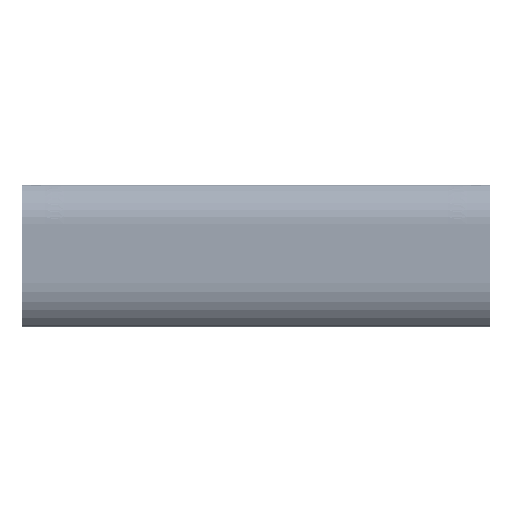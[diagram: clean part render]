
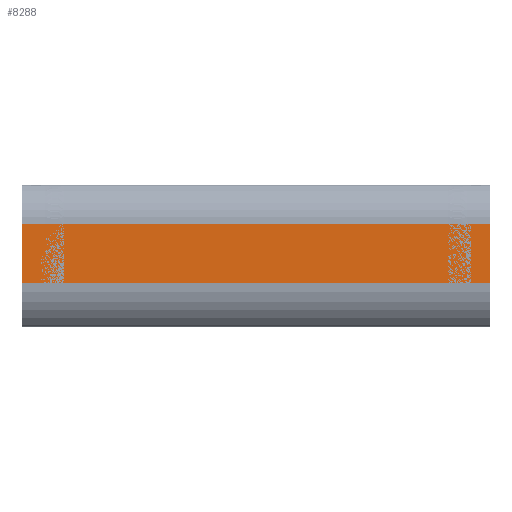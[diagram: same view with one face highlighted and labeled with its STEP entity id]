
A CAD part, left-side view. The second image highlights one B-rep face of the part: STEP entity #8288.
In plain terms, the highlighted face is planar.
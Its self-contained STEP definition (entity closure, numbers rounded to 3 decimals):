
#406=PLANE('',#8887);
#556=B_SPLINE_CURVE_WITH_KNOTS('',5,(#13631,#13632,#13633,#13634,#13635,
#13636),.UNSPECIFIED.,.F.,.F.,(6,6),(0.,1.),.UNSPECIFIED.);
#996=FACE_OUTER_BOUND('',#1478,.T.);
#1478=EDGE_LOOP('',(#6235,#6236,#6237,#6238,#6239,#6240,#6241,#6242));
#1881=LINE('',#25115,#2384);
#1901=LINE('',#37129,#2404);
#1912=LINE('',#37155,#2415);
#1920=LINE('',#37183,#2423);
#1928=LINE('',#37212,#2431);
#1929=LINE('',#37215,#2432);
#1930=LINE('',#37216,#2433);
#2384=VECTOR('',#9855,10.);
#2404=VECTOR('',#9961,10.);
#2415=VECTOR('',#10000,10.);
#2423=VECTOR('',#10034,10.);
#2431=VECTOR('',#10068,10.);
#2432=VECTOR('',#10071,10.);
#2433=VECTOR('',#10072,10.);
#3395=VERTEX_POINT('',#13627);
#3397=VERTEX_POINT('',#13630);
#3436=VERTEX_POINT('',#25103);
#3439=VERTEX_POINT('',#25113);
#3477=VERTEX_POINT('',#37154);
#3484=VERTEX_POINT('',#37182);
#3492=VERTEX_POINT('',#37210);
#3493=VERTEX_POINT('',#37214);
#4315=EDGE_CURVE('',#3395,#3397,#556,.T.);
#4389=EDGE_CURVE('',#3436,#3439,#1881,.T.);
#4468=EDGE_CURVE('',#3439,#3397,#1901,.T.);
#4479=EDGE_CURVE('',#3436,#3477,#1912,.T.);
#4493=EDGE_CURVE('',#3477,#3484,#1920,.T.);
#4508=EDGE_CURVE('',#3395,#3492,#1928,.T.);
#4509=EDGE_CURVE('',#3493,#3492,#1929,.T.);
#4510=EDGE_CURVE('',#3484,#3493,#1930,.T.);
#6235=ORIENTED_EDGE('',*,*,#4508,.T.);
#6236=ORIENTED_EDGE('',*,*,#4509,.F.);
#6237=ORIENTED_EDGE('',*,*,#4510,.F.);
#6238=ORIENTED_EDGE('',*,*,#4493,.F.);
#6239=ORIENTED_EDGE('',*,*,#4479,.F.);
#6240=ORIENTED_EDGE('',*,*,#4389,.T.);
#6241=ORIENTED_EDGE('',*,*,#4468,.T.);
#6242=ORIENTED_EDGE('',*,*,#4315,.F.);
#8288=ADVANCED_FACE('',(#996),#406,.T.);
#8887=AXIS2_PLACEMENT_3D('',#37213,#10069,#10070);
#9855=DIRECTION('',(0.,1.,0.));
#9961=DIRECTION('',(0.,1.,0.));
#10000=DIRECTION('',(0.,-1.,0.));
#10034=DIRECTION('',(1.,0.,0.));
#10068=DIRECTION('',(0.,1.,0.));
#10069=DIRECTION('center_axis',(0.,0.,
-1.));
#10070=DIRECTION('ref_axis',(-1.,0.,0.));
#10071=DIRECTION('',(-1.,0.,0.));
#10072=DIRECTION('',(0.,1.,0.));
#13627=CARTESIAN_POINT('',(-337.47,-10.,0.));
#13630=CARTESIAN_POINT('',(-337.47,-18.,0.));
#13631=CARTESIAN_POINT('Ctrl Pts',(-337.47,-10.,0.));
#13632=CARTESIAN_POINT('Ctrl Pts',(-337.47,-11.6,0.));
#13633=CARTESIAN_POINT('Ctrl Pts',(-337.47,-13.2,0.));
#13634=CARTESIAN_POINT('Ctrl Pts',(-337.47,-14.8,0.));
#13635=CARTESIAN_POINT('Ctrl Pts',(-337.47,-16.4,0.));
#13636=CARTESIAN_POINT('Ctrl Pts',(-337.47,-18.,0.));
#25103=CARTESIAN_POINT('',(-337.47,-190.,0.));
#25113=CARTESIAN_POINT('',(-337.47,-182.,0.));
#25115=CARTESIAN_POINT('',(-337.47,-190.,0.));
#37129=CARTESIAN_POINT('',(-337.47,-182.,0.));
#37154=CARTESIAN_POINT('',(-337.47,-200.,0.));
#37155=CARTESIAN_POINT('',(-337.47,-190.,0.));
#37182=CARTESIAN_POINT('',(-312.47,-200.,0.));
#37183=CARTESIAN_POINT('',(-312.47,-200.,0.));
#37210=CARTESIAN_POINT('',(-337.47,0.,0.));
#37212=CARTESIAN_POINT('',(-337.47,-10.,0.));
#37213=CARTESIAN_POINT('Origin',(-312.47,-10.,0.));
#37214=CARTESIAN_POINT('',(-312.47,0.,0.));
#37215=CARTESIAN_POINT('',(-312.47,0.,0.));
#37216=CARTESIAN_POINT('',(-312.47,-10.,0.));
